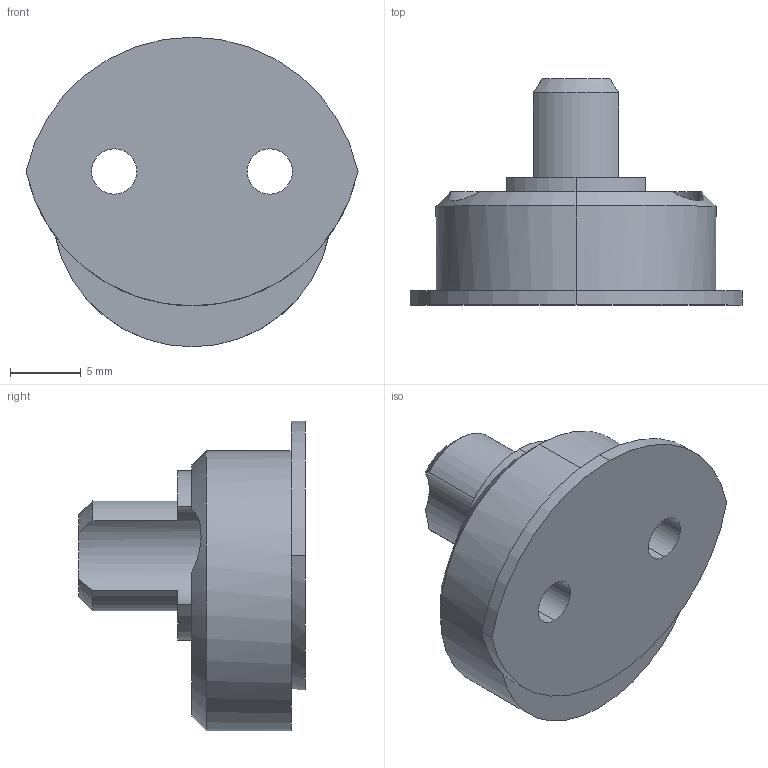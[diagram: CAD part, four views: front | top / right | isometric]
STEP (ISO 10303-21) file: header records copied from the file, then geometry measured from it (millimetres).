
FILE_DESCRIPTION (( 'STEP AP214' ), '1' );
FILE_NAME ('top centre.STEP', '2024-11-04T17:26:53', ( '' ), ( '' ), 'SwSTEP 2.0', 'SolidWorks 2023', '' );
FILE_SCHEMA (( 'AUTOMOTIVE_DESIGN' ));
Length unit declared in the file: millimetre
Products named in the file (1): top centre
Bounding box: 23.47 x 16 x 21.9 mm (x, y, z)
Volume: 2398 mm3; surface area: 1645.4 mm2
Topology: 1 solids, 1 shells, 34 faces, 91 edges, 59 vertices
Faces by surface type: cylinder 19, plane 10, cone 5
Entity records: 1159 total; most frequent: CARTESIAN_POINT 231, DIRECTION 214, ORIENTED_EDGE 182, AXIS2_PLACEMENT_3D 94, EDGE_CURVE 91, VERTEX_POINT 59, CIRCLE 59, EDGE_LOOP 38
